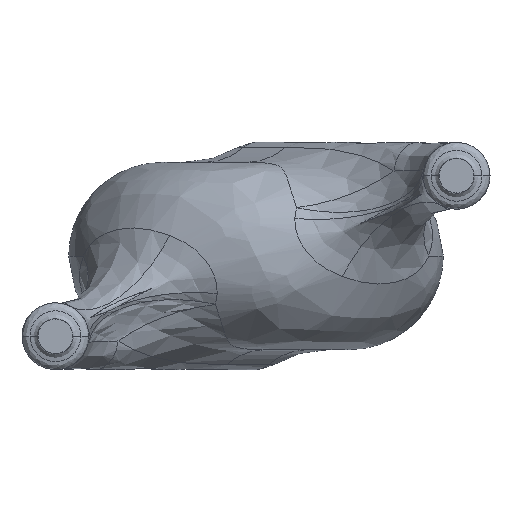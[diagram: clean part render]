
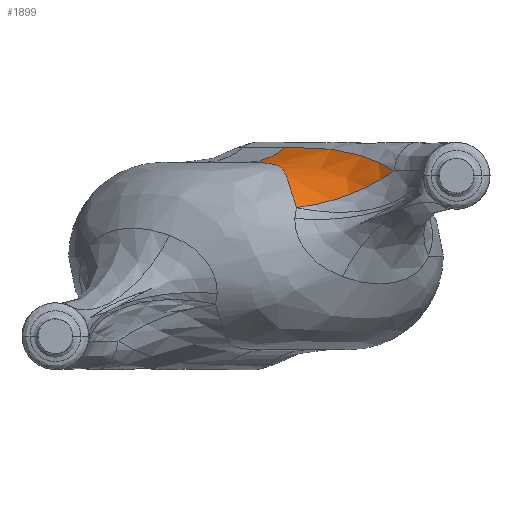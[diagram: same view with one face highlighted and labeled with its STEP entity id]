
A CAD part, front view. The second image highlights one B-rep face of the part: STEP entity #1899.
In plain terms, the highlighted free-form (B-spline) face has degree [3, 3] with [4, 14] control points.
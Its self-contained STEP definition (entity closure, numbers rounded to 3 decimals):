
#640 = VERTEX_POINT('',#641);
#641 = CARTESIAN_POINT('',(0.758,2.333,0.901)
  );
#649 = EDGE_CURVE('',#650,#640,#652,.T.);
#650 = VERTEX_POINT('',#651);
#651 = CARTESIAN_POINT('',(-0.169,3.743,1.743
    ));
#652 = B_SPLINE_CURVE_WITH_KNOTS('',3,(#653,#654,#655,#656,#657,#658,
    #659,#660,#661,#662,#663,#664,#665,#666),.UNSPECIFIED.,.F.,.F.,(4,1,
    1,1,1,1,1,1,1,1,1,4),(0.,0.091,0.182,
    0.273,0.364,0.455,0.545,
    0.636,0.727,0.818,0.909,1.),
  .UNSPECIFIED.);
#653 = CARTESIAN_POINT('',(-0.169,3.743,1.743
    ));
#654 = CARTESIAN_POINT('',(-0.1,3.709,
    1.743));
#655 = CARTESIAN_POINT('',(0.026,3.644,
    1.742));
#656 = CARTESIAN_POINT('',(0.164,3.559,1.734)
  );
#657 = CARTESIAN_POINT('',(0.274,3.471,1.721)
  );
#658 = CARTESIAN_POINT('',(0.362,3.375,1.7)
  );
#659 = CARTESIAN_POINT('',(0.435,3.262,1.667)
  );
#660 = CARTESIAN_POINT('',(0.496,3.128,1.616)
  );
#661 = CARTESIAN_POINT('',(0.544,2.977,1.543)
  );
#662 = CARTESIAN_POINT('',(0.586,2.811,1.441)
  );
#663 = CARTESIAN_POINT('',(0.629,2.633,1.299)
  );
#664 = CARTESIAN_POINT('',(0.685,2.461,1.111)
  );
#665 = CARTESIAN_POINT('',(0.731,2.372,0.973)
  );
#666 = CARTESIAN_POINT('',(0.758,2.333,0.901)
  );
#1704 = VERTEX_POINT('',#1705);
#1705 = CARTESIAN_POINT('',(2.57,2.037,1.583
    ));
#1838 = EDGE_CURVE('',#640,#1704,#1839,.T.);
#1839 = B_SPLINE_CURVE_WITH_KNOTS('',3,(#1840,#1841,#1842,#1843,#1844,
    #1845,#1846),.UNSPECIFIED.,.F.,.F.,(4,1,1,1,4),(0.,0.25,0.5,0.75,1.)
  ,.QUASI_UNIFORM_KNOTS.);
#1840 = CARTESIAN_POINT('',(0.758,2.333,0.901
    ));
#1841 = CARTESIAN_POINT('',(0.92,2.384,0.92)
  );
#1842 = CARTESIAN_POINT('',(1.252,2.449,0.981)
  );
#1843 = CARTESIAN_POINT('',(1.744,2.43,1.135)
  );
#1844 = CARTESIAN_POINT('',(2.198,2.296,1.34
    ));
#1845 = CARTESIAN_POINT('',(2.457,2.133,1.5
    ));
#1846 = CARTESIAN_POINT('',(2.57,2.037,1.583
    ));
#1899 = ADVANCED_FACE('',(#1900),#1929,.F.);
#1900 = FACE_BOUND('',#1901,.F.);
#1901 = EDGE_LOOP('',(#1902,#1903,#1911,#1928));
#1902 = ORIENTED_EDGE('',*,*,#649,.F.);
#1903 = ORIENTED_EDGE('',*,*,#1904,.T.);
#1904 = EDGE_CURVE('',#650,#1905,#1907,.T.);
#1905 = VERTEX_POINT('',#1906);
#1906 = CARTESIAN_POINT('',(0.557,4.469,2.028
    ));
#1907 = ( BOUNDED_CURVE() B_SPLINE_CURVE(2,(#1908,#1909,#1910),
.UNSPECIFIED.,.F.,.F.) B_SPLINE_CURVE_WITH_KNOTS((3,3),(
0.,0.541),.PIECEWISE_BEZIER_KNOTS.) CURVE() 
GEOMETRIC_REPRESENTATION_ITEM() RATIONAL_B_SPLINE_CURVE((1.,
0.964,1.)) REPRESENTATION_ITEM('') );
#1908 = CARTESIAN_POINT('',(-0.169,3.743,1.743)
  );
#1909 = CARTESIAN_POINT('',(0.222,4.134,1.743
    ));
#1910 = CARTESIAN_POINT('',(0.557,4.469,2.028
    ));
#1911 = ORIENTED_EDGE('',*,*,#1912,.T.);
#1912 = EDGE_CURVE('',#1905,#1704,#1913,.T.);
#1913 = B_SPLINE_CURVE_WITH_KNOTS('',3,(#1914,#1915,#1916,#1917,#1918,
    #1919,#1920,#1921,#1922,#1923,#1924,#1925,#1926,#1927),
  .UNSPECIFIED.,.F.,.F.,(4,1,1,1,1,1,1,1,1,1,1,4),(0.,0.091
    ,0.182,0.273,0.364,0.455,
    0.545,0.636,0.727,0.818,
    0.909,1.),.UNSPECIFIED.);
#1914 = CARTESIAN_POINT('',(0.557,4.469,2.028
    ));
#1915 = CARTESIAN_POINT('',(0.625,4.401,2.028
    ));
#1916 = CARTESIAN_POINT('',(0.755,4.27,2.027)
  );
#1917 = CARTESIAN_POINT('',(0.926,4.089,2.023
    ));
#1918 = CARTESIAN_POINT('',(1.088,3.912,2.016
    ));
#1919 = CARTESIAN_POINT('',(1.247,3.729,2.005)
  );
#1920 = CARTESIAN_POINT('',(1.414,3.527,1.987
    ));
#1921 = CARTESIAN_POINT('',(1.592,3.302,1.96
    ));
#1922 = CARTESIAN_POINT('',(1.775,3.061,1.921
    ));
#1923 = CARTESIAN_POINT('',(1.968,2.803,1.868
    ));
#1924 = CARTESIAN_POINT('',(2.174,2.528,1.793)
  );
#1925 = CARTESIAN_POINT('',(2.384,2.256,1.693)
  );
#1926 = CARTESIAN_POINT('',(2.509,2.106,1.62
    ));
#1927 = CARTESIAN_POINT('',(2.57,2.037,1.583
    ));
#1928 = ORIENTED_EDGE('',*,*,#1838,.F.);
#1929 = ( BOUNDED_SURFACE() B_SPLINE_SURFACE(3,3,(
    (#1930,#1931,#1932,#1933,#1934,#1935,#1936,#1937,#1938,#1939,#1940
      ,#1941,#1942,#1943)
    ,(#1944,#1945,#1946,#1947,#1948,#1949,#1950,#1951,#1952,#1953,#1954
      ,#1955,#1956,#1957)
    ,(#1958,#1959,#1960,#1961,#1962,#1963,#1964,#1965,#1966,#1967,#1968
      ,#1969,#1970,#1971)
    ,(#1972,#1973,#1974,#1975,#1976,#1977,#1978,#1979,#1980,#1981,#1982
      ,#1983,#1984,#1985
)),.UNSPECIFIED.,.F.,.F.,.F.) B_SPLINE_SURFACE_WITH_KNOTS((4,4),(4,1,1,1
    ,1,1,1,1,1,1,1,4),(0.,1.),(0.014,0.044,
    0.083,0.118,0.154,0.194,
    0.238,0.288,0.345,0.409,
    0.476,0.516),.UNSPECIFIED.) 
GEOMETRIC_REPRESENTATION_ITEM() RATIONAL_B_SPLINE_SURFACE((
    (1.073,1.073,1.073,1.073
      ,1.073,1.073,1.073,1.073
      ,1.073,1.073,1.073,1.073
      ,1.073,1.073)
    ,(0.976,0.976,0.976,0.976
      ,0.976,0.976,0.976,0.976
      ,0.976,0.976,0.976,0.976
      ,0.976,0.976)
    ,(0.976,0.976,0.976,0.976
      ,0.976,0.976,0.976,0.976
      ,0.976,0.976,0.976,0.976
      ,0.976,0.976)
    ,(1.073,1.073,1.073,1.073
      ,1.073,1.073,1.073,1.073
      ,1.073,1.073,1.073,1.073
,1.073,1.073))) REPRESENTATION_ITEM('') SURFACE() );
#1930 = CARTESIAN_POINT('',(-0.849,3.086,
    1.982));
#1931 = CARTESIAN_POINT('',(-0.816,3.053,1.982
    ));
#1932 = CARTESIAN_POINT('',(-0.75,2.987,1.98
    ));
#1933 = CARTESIAN_POINT('',(-0.677,2.923,
    1.967));
#1934 = CARTESIAN_POINT('',(-0.613,2.894,
    1.941));
#1935 = CARTESIAN_POINT('',(-0.538,2.88,
    1.902));
#1936 = CARTESIAN_POINT('',(-0.433,2.855,
    1.842));
#1937 = CARTESIAN_POINT('',(-0.291,2.799,
    1.75));
#1938 = CARTESIAN_POINT('',(-0.113,2.704,1.618
    ));
#1939 = CARTESIAN_POINT('',(0.101,2.58,1.438
    ));
#1940 = CARTESIAN_POINT('',(0.345,2.452,1.222)
  );
#1941 = CARTESIAN_POINT('',(0.572,2.361,1.021)
  );
#1942 = CARTESIAN_POINT('',(0.716,2.321,0.899
    ));
#1943 = CARTESIAN_POINT('',(0.77,2.308,0.855
    ));
#1944 = CARTESIAN_POINT('',(-0.393,3.545,
    1.632));
#1945 = CARTESIAN_POINT('',(-0.356,3.509,
    1.633));
#1946 = CARTESIAN_POINT('',(-0.279,3.432,1.631
    ));
#1947 = CARTESIAN_POINT('',(-0.181,3.345,
    1.622));
#1948 = CARTESIAN_POINT('',(-0.085,3.283,
    1.605));
#1949 = CARTESIAN_POINT('',(0.021,3.236,
    1.58));
#1950 = CARTESIAN_POINT('',(0.156,3.181,1.541
    ));
#1951 = CARTESIAN_POINT('',(0.326,3.101,1.483
    ));
#1952 = CARTESIAN_POINT('',(0.53,2.99,1.4
    ));
#1953 = CARTESIAN_POINT('',(0.769,2.857,1.29
    ));
#1954 = CARTESIAN_POINT('',(1.031,2.718,1.161
    ));
#1955 = CARTESIAN_POINT('',(1.266,2.611,1.046
    ));
#1956 = CARTESIAN_POINT('',(1.409,2.558,0.981
    ));
#1957 = CARTESIAN_POINT('',(1.462,2.54,0.957
    ));
#1958 = CARTESIAN_POINT('',(0.125,4.068,1.657
    ));
#1959 = CARTESIAN_POINT('',(0.169,4.025,1.657
    ));
#1960 = CARTESIAN_POINT('',(0.264,3.93,1.656
    ));
#1961 = CARTESIAN_POINT('',(0.4,3.798,1.651
    ));
#1962 = CARTESIAN_POINT('',(0.54,3.673,1.641
    ));
#1963 = CARTESIAN_POINT('',(0.685,3.554,1.626
    ));
#1964 = CARTESIAN_POINT('',(0.849,3.424,1.602
    ));
#1965 = CARTESIAN_POINT('',(1.038,3.273,1.567
    ));
#1966 = CARTESIAN_POINT('',(1.25,3.098,1.516
    ));
#1967 = CARTESIAN_POINT('',(1.488,2.904,1.448
    ));
#1968 = CARTESIAN_POINT('',(1.74,2.705,1.367
    ));
#1969 = CARTESIAN_POINT('',(1.958,2.543,1.29
    ));
#1970 = CARTESIAN_POINT('',(2.089,2.456,1.245
    ));
#1971 = CARTESIAN_POINT('',(2.137,2.426,1.228)
  );
#1972 = CARTESIAN_POINT('',(0.563,4.511,2.049)
  );
#1973 = CARTESIAN_POINT('',(0.614,4.461,2.049
    ));
#1974 = CARTESIAN_POINT('',(0.729,4.345,2.049
    ));
#1975 = CARTESIAN_POINT('',(0.907,4.16,2.046
    ));
#1976 = CARTESIAN_POINT('',(1.093,3.956,2.039
    ));
#1977 = CARTESIAN_POINT('',(1.274,3.746,2.028
    ));
#1978 = CARTESIAN_POINT('',(1.459,3.519,2.008
    ));
#1979 = CARTESIAN_POINT('',(1.651,3.269,1.978
    ));
#1980 = CARTESIAN_POINT('',(1.851,2.999,1.933
    ));
#1981 = CARTESIAN_POINT('',(2.061,2.71,1.871
    ));
#1982 = CARTESIAN_POINT('',(2.277,2.416,1.784
    ));
#1983 = CARTESIAN_POINT('',(2.46,2.176,1.687
    ));
#1984 = CARTESIAN_POINT('',(2.571,2.044,1.62
    ));
#1985 = CARTESIAN_POINT('',(2.611,1.997,1.594)
  );
